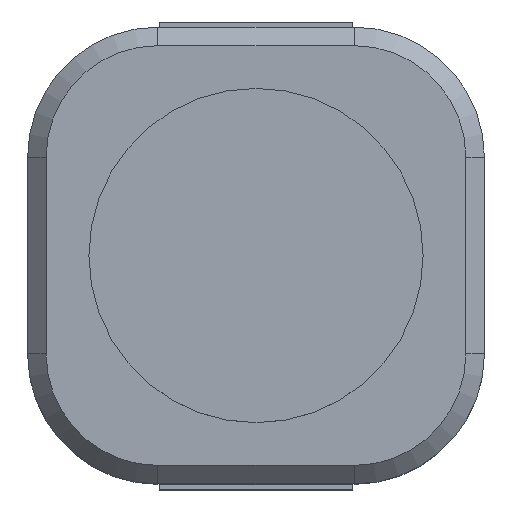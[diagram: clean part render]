
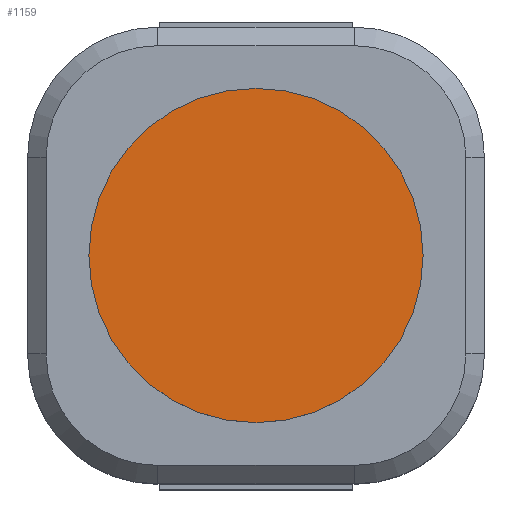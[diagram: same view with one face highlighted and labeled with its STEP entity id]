
A CAD part, top view. The second image highlights one B-rep face of the part: STEP entity #1159.
In plain terms, the highlighted planar face has unit normal (0, 0, 1).
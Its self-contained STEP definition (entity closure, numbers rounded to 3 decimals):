
#1057 = VERTEX_POINT('',#1058);
#1058 = CARTESIAN_POINT('',(4.5,0.,7.8));
#1064 = EDGE_CURVE('',#1057,#1057,#1065,.T.);
#1065 = CIRCLE('',#1066,4.5);
#1066 = AXIS2_PLACEMENT_3D('',#1067,#1068,#1069);
#1067 = CARTESIAN_POINT('',(0.,0.,7.8));
#1068 = DIRECTION('',(0.,0.,1.));
#1069 = DIRECTION('',(1.,0.,0.));
#1159 = ADVANCED_FACE('',(#1160),#1163,.T.);
#1160 = FACE_BOUND('',#1161,.T.);
#1161 = EDGE_LOOP('',(#1162));
#1162 = ORIENTED_EDGE('',*,*,#1064,.T.);
#1163 = PLANE('',#1164);
#1164 = AXIS2_PLACEMENT_3D('',#1165,#1166,#1167);
#1165 = CARTESIAN_POINT('',(0.,0.,7.8)
  );
#1166 = DIRECTION('',(0.,0.,1.));
#1167 = DIRECTION('',(0.,1.,0.));
